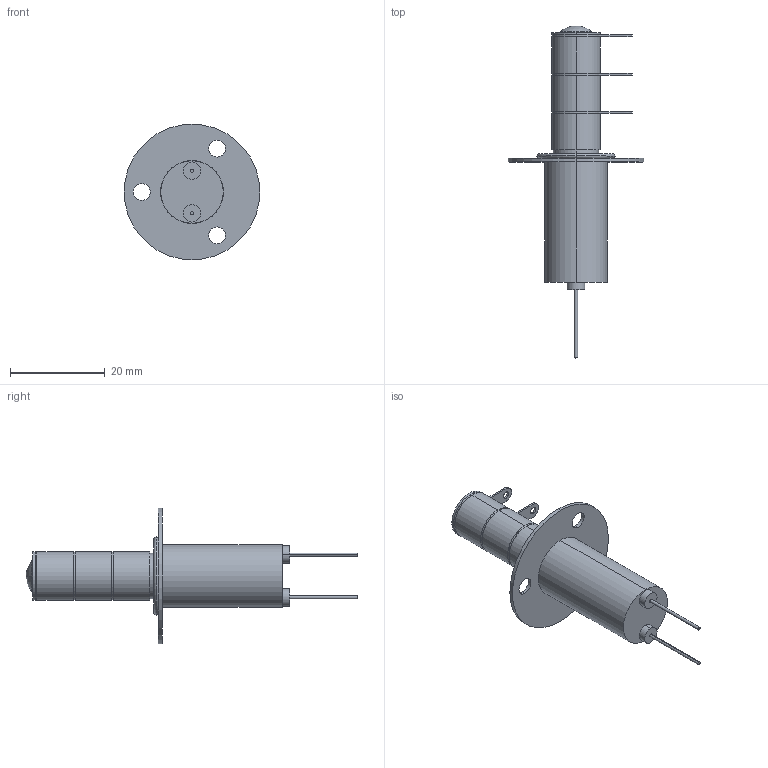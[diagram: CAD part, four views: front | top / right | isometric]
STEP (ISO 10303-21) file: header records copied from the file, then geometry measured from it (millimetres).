
FILE_DESCRIPTION (( 'STEP AP214' ), '1' );
FILE_NAME ('G41C_w flange_step.STEP', '2012-08-31T16:55:55', ( 'RUlrich' ), ( 'Genco' ), 'SwSTEP 2.0', 'SolidWorks 2010', '' );
FILE_SCHEMA (( 'AUTOMOTIVE_DESIGN' ));
Length unit declared in the file: inch
Products named in the file (1): G41C_w flange_step
Bounding box: 28.7 x 70.2 x 28.7 mm (x, y, z)
Volume: 6336.4 mm3; surface area: 4638.8 mm2
Topology: 8 solids, 8 shells, 93 faces, 198 edges, 132 vertices
Faces by surface type: cylinder 52, plane 31, torus 6, sphere 4
Entity records: 3934 total; most frequent: DIRECTION 514, CARTESIAN_POINT 424, ORIENTED_EDGE 396, AXIS2_PLACEMENT_3D 222, EDGE_CURVE 198, VERTEX_POINT 132, CIRCLE 128, EDGE_LOOP 118
